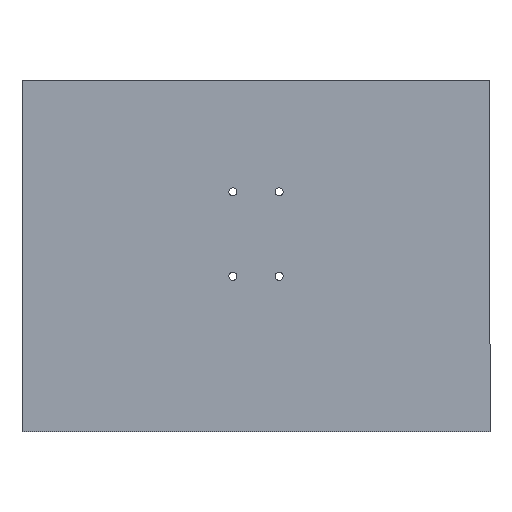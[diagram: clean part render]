
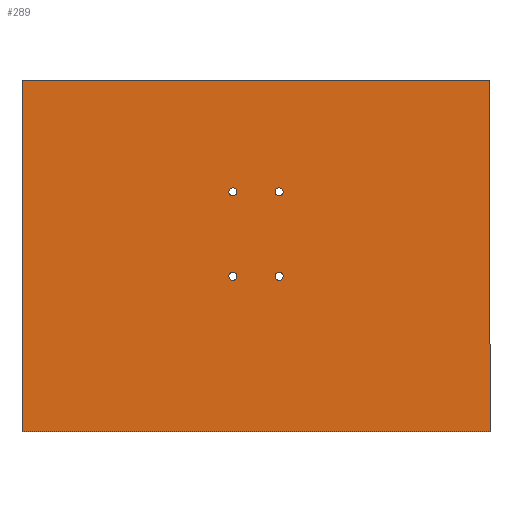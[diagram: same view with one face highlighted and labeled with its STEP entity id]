
A CAD part, front view. The second image highlights one B-rep face of the part: STEP entity #289.
In plain terms, the highlighted planar face has unit normal (0, -1, 0).
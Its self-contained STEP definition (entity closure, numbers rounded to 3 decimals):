
#1 = ORIENTED_EDGE ( 'NONE', *, *, #463, .F. ) ;
#7 = EDGE_LOOP ( 'NONE', ( #1, #34 ) ) ;
#10 = CIRCLE ( 'NONE', #305, 5.25 ) ;
#11 = CIRCLE ( 'NONE', #308, 5.25 ) ;
#14 = EDGE_LOOP ( 'NONE', ( #129, #174, #104, #50 ) ) ;
#17 = FACE_OUTER_BOUND ( 'NONE', #14, .T. ) ;
#18 = CIRCLE ( 'NONE', #503, 5.25 ) ;
#25 = FACE_BOUND ( 'NONE', #55, .T. ) ;
#29 = LINE ( 'NONE', #365, #113 ) ;
#31 = FACE_BOUND ( 'NONE', #111, .T. ) ;
#32 = ORIENTED_EDGE ( 'NONE', *, *, #455, .F. ) ;
#34 = ORIENTED_EDGE ( 'NONE', *, *, #203, .F. ) ;
#39 = ORIENTED_EDGE ( 'NONE', *, *, #204, .F. ) ;
#42 = CIRCLE ( 'NONE', #509, 5.25 ) ;
#45 = ORIENTED_EDGE ( 'NONE', *, *, #206, .F. ) ;
#50 = ORIENTED_EDGE ( 'NONE', *, *, #207, .F. ) ;
#55 = EDGE_LOOP ( 'NONE', ( #120, #39 ) ) ;
#57 = LINE ( 'NONE', #239, #149 ) ;
#59 = CIRCLE ( 'NONE', #500, 5.25 ) ;
#67 = ORIENTED_EDGE ( 'NONE', *, *, #205, .F. ) ;
#82 = EDGE_LOOP ( 'NONE', ( #136, #45 ) ) ;
#91 = FACE_BOUND ( 'NONE', #7, .T. ) ;
#101 = LINE ( 'NONE', #393, #162 ) ;
#104 = ORIENTED_EDGE ( 'NONE', *, *, #197, .F. ) ;
#111 = EDGE_LOOP ( 'NONE', ( #32, #67 ) ) ;
#112 = LINE ( 'NONE', #366, #153 ) ;
#113 = VECTOR ( 'NONE', #369, 1000. ) ;
#120 = ORIENTED_EDGE ( 'NONE', *, *, #467, .F. ) ;
#129 = ORIENTED_EDGE ( 'NONE', *, *, #199, .F. ) ;
#136 = ORIENTED_EDGE ( 'NONE', *, *, #461, .F. ) ;
#139 = CIRCLE ( 'NONE', #507, 5.25 ) ;
#149 = VECTOR ( 'NONE', #252, 1000. ) ;
#153 = VECTOR ( 'NONE', #373, 1000. ) ;
#162 = VECTOR ( 'NONE', #394, 1000. ) ;
#165 = CIRCLE ( 'NONE', #504, 5.25 ) ;
#171 = FACE_BOUND ( 'NONE', #82, .T. ) ;
#174 = ORIENTED_EDGE ( 'NONE', *, *, #449, .F. ) ;
#176 = CIRCLE ( 'NONE', #310, 5.25 ) ;
#197 = EDGE_CURVE ( 'NONE', #333, #344, #29, .T. ) ;
#199 = EDGE_CURVE ( 'NONE', #347, #355, #112, .T. ) ;
#203 = EDGE_CURVE ( 'NONE', #332, #335, #59, .T. ) ;
#204 = EDGE_CURVE ( 'NONE', #348, #342, #139, .T. ) ;
#205 = EDGE_CURVE ( 'NONE', #339, #338, #42, .T. ) ;
#206 = EDGE_CURVE ( 'NONE', #346, #341, #18, .T. ) ;
#207 = EDGE_CURVE ( 'NONE', #355, #333, #101, .T. ) ;
#222 = DIRECTION ( 'NONE',  ( 0., -1., 0. ) ) ;
#227 = DIRECTION ( 'NONE',  ( 0., 0., -1. ) ) ;
#231 = CARTESIAN_POINT ( 'NONE',  ( 274.8, 0., -255. ) ) ;
#233 = CARTESIAN_POINT ( 'NONE',  ( 334.8, 0., -139.75 ) ) ;
#234 = CARTESIAN_POINT ( 'NONE',  ( 274.8, 0., -249.75 ) ) ;
#239 = CARTESIAN_POINT ( 'NONE',  ( 0., 0., -457.2 ) ) ;
#243 = DIRECTION ( 'NONE',  ( 0., 0., -1. ) ) ;
#244 = CARTESIAN_POINT ( 'NONE',  ( 274.8, 0., -139.75 ) ) ;
#245 = CARTESIAN_POINT ( 'NONE',  ( 334.8, 0., -150.25 ) ) ;
#248 = CARTESIAN_POINT ( 'NONE',  ( 274.8, 0., -260.25 ) ) ;
#251 = CARTESIAN_POINT ( 'NONE',  ( 274.8, 0., -150.25 ) ) ;
#252 = DIRECTION ( 'NONE',  ( -1., 0., 0. ) ) ;
#256 = DIRECTION ( 'NONE',  ( 0., -1., 0. ) ) ;
#257 = DIRECTION ( 'NONE',  ( 0., -1., 0. ) ) ;
#264 = CARTESIAN_POINT ( 'NONE',  ( 334.8, 0., -249.75 ) ) ;
#266 = CARTESIAN_POINT ( 'NONE',  ( 609.6, 0., 0. ) ) ;
#274 = CARTESIAN_POINT ( 'NONE',  ( 0., 0., -457.2 ) ) ;
#275 = CARTESIAN_POINT ( 'NONE',  ( 334.8, 0., -145. ) ) ;
#277 = CARTESIAN_POINT ( 'NONE',  ( 609.6, 0., -457.2 ) ) ;
#283 = CARTESIAN_POINT ( 'NONE',  ( 334.8, 0., -260.25 ) ) ;
#285 = CARTESIAN_POINT ( 'NONE',  ( 0., 0., 0. ) ) ;
#289 = ADVANCED_FACE ( 'NONE', ( #171, #91, #31, #25, #17 ), #406, .T. ) ;
#305 = AXIS2_PLACEMENT_3D ( 'NONE', #524, #530, #525 ) ;
#308 = AXIS2_PLACEMENT_3D ( 'NONE', #231, #256, #527 ) ;
#310 = AXIS2_PLACEMENT_3D ( 'NONE', #521, #222, #227 ) ;
#332 = VERTEX_POINT ( 'NONE', #283 ) ;
#333 = VERTEX_POINT ( 'NONE', #266 ) ;
#335 = VERTEX_POINT ( 'NONE', #264 ) ;
#338 = VERTEX_POINT ( 'NONE', #233 ) ;
#339 = VERTEX_POINT ( 'NONE', #245 ) ;
#341 = VERTEX_POINT ( 'NONE', #234 ) ;
#342 = VERTEX_POINT ( 'NONE', #244 ) ;
#344 = VERTEX_POINT ( 'NONE', #277 ) ;
#346 = VERTEX_POINT ( 'NONE', #248 ) ;
#347 = VERTEX_POINT ( 'NONE', #274 ) ;
#348 = VERTEX_POINT ( 'NONE', #251 ) ;
#355 = VERTEX_POINT ( 'NONE', #285 ) ;
#365 = CARTESIAN_POINT ( 'NONE',  ( 609.6, 0., 0. ) ) ;
#366 = CARTESIAN_POINT ( 'NONE',  ( 0., 0., 0. ) ) ;
#369 = DIRECTION ( 'NONE',  ( 0., 0., -1. ) ) ;
#373 = DIRECTION ( 'NONE',  ( 0., 0., 1. ) ) ;
#376 = CARTESIAN_POINT ( 'NONE',  ( 334.8, 0., -255. ) ) ;
#381 = DIRECTION ( 'NONE',  ( 0., -1., 0. ) ) ;
#382 = DIRECTION ( 'NONE',  ( 0., 0., -1. ) ) ;
#383 = CARTESIAN_POINT ( 'NONE',  ( 274.8, 0., -145. ) ) ;
#384 = DIRECTION ( 'NONE',  ( 0., -1., 0. ) ) ;
#385 = DIRECTION ( 'NONE',  ( 0., 0., -1. ) ) ;
#386 = CARTESIAN_POINT ( 'NONE',  ( 334.8, 0., -145. ) ) ;
#387 = DIRECTION ( 'NONE',  ( 0., -1., 0. ) ) ;
#388 = DIRECTION ( 'NONE',  ( 0., 0., -1. ) ) ;
#389 = CARTESIAN_POINT ( 'NONE',  ( 274.8, 0., -255. ) ) ;
#391 = DIRECTION ( 'NONE',  ( 0., -1., 0. ) ) ;
#392 = DIRECTION ( 'NONE',  ( 0., 0., -1. ) ) ;
#393 = CARTESIAN_POINT ( 'NONE',  ( 0., 0., 0. ) ) ;
#394 = DIRECTION ( 'NONE',  ( 1., 0., 0. ) ) ;
#406 = PLANE ( 'NONE',  #508 ) ;
#410 = CARTESIAN_POINT ( 'NONE',  ( 0., 0., -457.2 ) ) ;
#412 = DIRECTION ( 'NONE',  ( 0., -1., 0. ) ) ;
#413 = DIRECTION ( 'NONE',  ( 0., 0., -1. ) ) ;
#449 = EDGE_CURVE ( 'NONE', #344, #347, #57, .T. ) ;
#455 = EDGE_CURVE ( 'NONE', #338, #339, #165, .T. ) ;
#461 = EDGE_CURVE ( 'NONE', #341, #346, #11, .T. ) ;
#463 = EDGE_CURVE ( 'NONE', #335, #332, #10, .T. ) ;
#467 = EDGE_CURVE ( 'NONE', #342, #348, #176, .T. ) ;
#500 = AXIS2_PLACEMENT_3D ( 'NONE', #376, #381, #382 ) ;
#503 = AXIS2_PLACEMENT_3D ( 'NONE', #389, #391, #392 ) ;
#504 = AXIS2_PLACEMENT_3D ( 'NONE', #275, #257, #243 ) ;
#507 = AXIS2_PLACEMENT_3D ( 'NONE', #383, #384, #385 ) ;
#508 = AXIS2_PLACEMENT_3D ( 'NONE', #410, #412, #413 ) ;
#509 = AXIS2_PLACEMENT_3D ( 'NONE', #386, #387, #388 ) ;
#521 = CARTESIAN_POINT ( 'NONE',  ( 274.8, 0., -145. ) ) ;
#524 = CARTESIAN_POINT ( 'NONE',  ( 334.8, 0., -255. ) ) ;
#525 = DIRECTION ( 'NONE',  ( 0., 0., -1. ) ) ;
#527 = DIRECTION ( 'NONE',  ( 0., 0., -1. ) ) ;
#530 = DIRECTION ( 'NONE',  ( 0., -1., 0. ) ) ;
